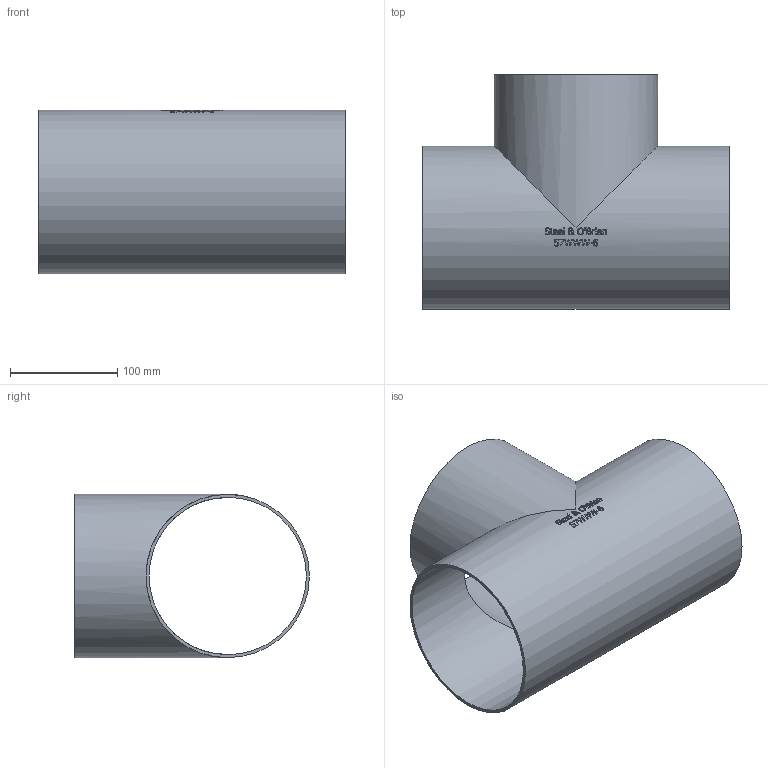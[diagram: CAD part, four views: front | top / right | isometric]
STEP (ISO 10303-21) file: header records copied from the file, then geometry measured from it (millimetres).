
FILE_DESCRIPTION(/* description */ (''),/* implementation_level */ '2;1');
FILE_NAME(/* name */ 'S7WWW-6.stp',/* time_stamp */ '2018-11-27T16:50:45-05:00',/* author */ ('ken'),/* organization */ (''),/* preprocessor_version */ 'ST-DEVELOPER v15.2',/* originating_system */ 'Autodesk Inventor 2014',/* authorisation */ '');
FILE_SCHEMA (('AUTOMOTIVE_DESIGN { 1 0 10303 214 3 1 1 }'));
Length unit declared in the file: inch
Products named in the file (1): S7WWW-6
Bounding box: 285.75 x 219.07 x 152.4 mm (x, y, z)
Volume: 433825.1 mm3; surface area: 317364.9 mm2
Topology: 1 solids, 1 shells, 327 faces, 890 edges, 594 vertices
Faces by surface type: bspline 154, plane 139, cylinder 34
Full cylindrical faces by diameter (mm): 146.863 x2, 152.4 x2
Entity records: 13068 total; most frequent: CARTESIAN_POINT 5690, ORIENTED_EDGE 1760, DIRECTION 1078, EDGE_CURVE 880, VERTEX_POINT 590, LINE 414, VECTOR 414, EDGE_LOOP 366
